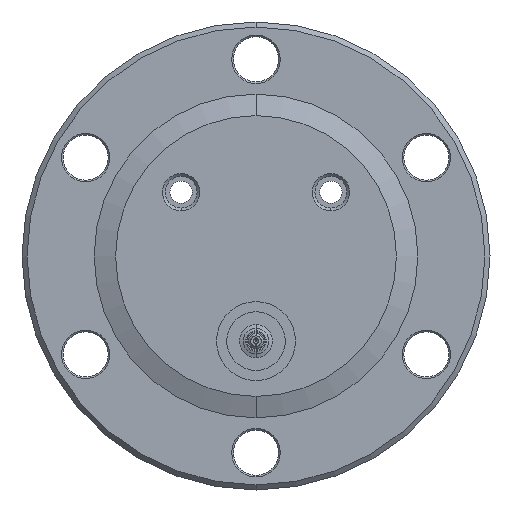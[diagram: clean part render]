
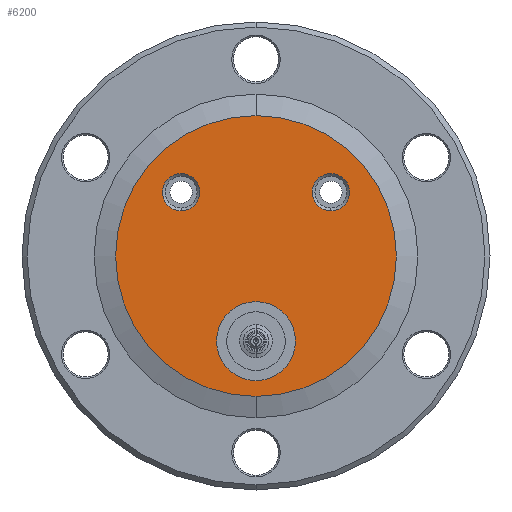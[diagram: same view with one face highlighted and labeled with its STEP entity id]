
A CAD part, front view. The second image highlights one B-rep face of the part: STEP entity #6200.
In plain terms, the highlighted planar face has unit normal (0, -1, 0).
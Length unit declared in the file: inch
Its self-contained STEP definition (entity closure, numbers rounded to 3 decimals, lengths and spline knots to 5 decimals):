
#389 = EDGE_CURVE ( 'NONE', #1682, #1741, #7105, .T. ) ;
#582 = CARTESIAN_POINT ( 'NONE',  ( 0.11214, -0.449, -0.58751 ) ) ;
#583 = DIRECTION ( 'NONE',  ( 0., -1., 0. ) ) ;
#584 = DIRECTION ( 'NONE',  ( 0., 0., 1. ) ) ;
#601 = CARTESIAN_POINT ( 'NONE',  ( -0.32786, -0.449, 0.17799 ) ) ;
#655 = CARTESIAN_POINT ( 'NONE',  ( 0.11214, -0.449, -0.35551 ) ) ;
#928 = EDGE_LOOP ( 'NONE', ( #2839, #2949 ) ) ;
#949 = EDGE_LOOP ( 'NONE', ( #2986, #2903 ) ) ;
#992 = EDGE_LOOP ( 'NONE', ( #3004, #2730 ) ) ;
#1001 = EDGE_LOOP ( 'NONE', ( #2850, #2848 ) ) ;
#1056 = CIRCLE ( 'NONE', #1075, 0.232 ) ;
#1075 = AXIS2_PLACEMENT_3D ( 'NONE', #4375, #4376, #4377 ) ;
#1113 = CIRCLE ( 'NONE', #1121, 0.825 ) ;
#1121 = AXIS2_PLACEMENT_3D ( 'NONE', #5955, #5956, #5957 ) ;
#1343 = AXIS2_PLACEMENT_3D ( 'NONE', #5211, #5212, #5213 ) ;
#1345 = AXIS2_PLACEMENT_3D ( 'NONE', #5208, #5209, #5210 ) ;
#1346 = CIRCLE ( 'NONE', #1343, 0.825 ) ;
#1347 = CIRCLE ( 'NONE', #1345, 0.1095 ) ;
#1628 = VERTEX_POINT ( 'NONE', #601 ) ;
#1682 = VERTEX_POINT ( 'NONE', #655 ) ;
#1709 = VERTEX_POINT ( 'NONE', #4181 ) ;
#1722 = VERTEX_POINT ( 'NONE', #4194 ) ;
#1740 = VERTEX_POINT ( 'NONE', #4212 ) ;
#1741 = VERTEX_POINT ( 'NONE', #4213 ) ;
#1749 = VERTEX_POINT ( 'NONE', #4221 ) ;
#2094 = EDGE_CURVE ( 'NONE', #1741, #1682, #1056, .T. ) ;
#2124 = EDGE_CURVE ( 'NONE', #1709, #1749, #1113, .T. ) ;
#2312 = CARTESIAN_POINT ( 'NONE',  ( -0.32786, -0.449, 0.28749 ) ) ;
#2313 = DIRECTION ( 'NONE',  ( 0., 1., 0. ) ) ;
#2314 = DIRECTION ( 'NONE',  ( 0., 0., -1. ) ) ;
#2523 = FACE_BOUND ( 'NONE', #1001, .T. ) ;
#2526 = DIRECTION ( 'NONE',  ( 0., 1., 0. ) ) ;
#2543 = CARTESIAN_POINT ( 'NONE',  ( -0.15186, -0.449, -0.58751 ) ) ;
#2544 = FACE_BOUND ( 'NONE', #949, .T. ) ;
#2546 = FACE_OUTER_BOUND ( 'NONE', #928, .T. ) ;
#2547 = FACE_BOUND ( 'NONE', #992, .T. ) ;
#2548 = PLANE ( 'NONE',  #4031 ) ;
#2549 = DIRECTION ( 'NONE',  ( 0., 0., -1. ) ) ;
#2692 = CARTESIAN_POINT ( 'NONE',  ( -0.32786, -0.449, 0.28749 ) ) ;
#2693 = DIRECTION ( 'NONE',  ( 0., 1., 0. ) ) ;
#2694 = DIRECTION ( 'NONE',  ( 0., 0., -1. ) ) ;
#2730 = ORIENTED_EDGE ( 'NONE', *, *, #2094, .F. ) ;
#2839 = ORIENTED_EDGE ( 'NONE', *, *, #6347, .F. ) ;
#2848 = ORIENTED_EDGE ( 'NONE', *, *, #6148, .T. ) ;
#2850 = ORIENTED_EDGE ( 'NONE', *, *, #6234, .T. ) ;
#2903 = ORIENTED_EDGE ( 'NONE', *, *, #6346, .T. ) ;
#2949 = ORIENTED_EDGE ( 'NONE', *, *, #2124, .F. ) ;
#2986 = ORIENTED_EDGE ( 'NONE', *, *, #6238, .T. ) ;
#3004 = ORIENTED_EDGE ( 'NONE', *, *, #389, .F. ) ;
#3848 = CARTESIAN_POINT ( 'NONE',  ( -0.32786, -0.449, 0.39699 ) ) ;
#3980 = AXIS2_PLACEMENT_3D ( 'NONE', #4727, #4728, #4729 ) ;
#3982 = CIRCLE ( 'NONE', #3980, 0.1095 ) ;
#3986 = AXIS2_PLACEMENT_3D ( 'NONE', #2692, #2693, #2694 ) ;
#3988 = CIRCLE ( 'NONE', #3986, 0.1095 ) ;
#4031 = AXIS2_PLACEMENT_3D ( 'NONE', #2543, #2526, #2549 ) ;
#4181 = CARTESIAN_POINT ( 'NONE',  ( 0.11214, -0.449, 0.73749 ) ) ;
#4194 = CARTESIAN_POINT ( 'NONE',  ( 0.55214, -0.449, 0.39699 ) ) ;
#4212 = CARTESIAN_POINT ( 'NONE',  ( 0.55214, -0.449, 0.17799 ) ) ;
#4213 = CARTESIAN_POINT ( 'NONE',  ( 0.11214, -0.449, -0.81951 ) ) ;
#4221 = CARTESIAN_POINT ( 'NONE',  ( 0.11214, -0.449, -0.91251 ) ) ;
#4375 = CARTESIAN_POINT ( 'NONE',  ( 0.11214, -0.449, -0.58751 ) ) ;
#4376 = DIRECTION ( 'NONE',  ( 0., -1., 0. ) ) ;
#4377 = DIRECTION ( 'NONE',  ( 0., 0., 1. ) ) ;
#4727 = CARTESIAN_POINT ( 'NONE',  ( 0.55214, -0.449, 0.28749 ) ) ;
#4728 = DIRECTION ( 'NONE',  ( 0., 1., 0. ) ) ;
#4729 = DIRECTION ( 'NONE',  ( 0., 0., -1. ) ) ;
#5208 = CARTESIAN_POINT ( 'NONE',  ( 0.55214, -0.449, 0.28749 ) ) ;
#5209 = DIRECTION ( 'NONE',  ( 0., 1., 0. ) ) ;
#5210 = DIRECTION ( 'NONE',  ( 0., 0., -1. ) ) ;
#5211 = CARTESIAN_POINT ( 'NONE',  ( 0.11214, -0.449, -0.08751 ) ) ;
#5212 = DIRECTION ( 'NONE',  ( 0., 1., 0. ) ) ;
#5213 = DIRECTION ( 'NONE',  ( 0., 0., -1. ) ) ;
#5955 = CARTESIAN_POINT ( 'NONE',  ( 0.11214, -0.449, -0.08751 ) ) ;
#5956 = DIRECTION ( 'NONE',  ( 0., 1., 0. ) ) ;
#5957 = DIRECTION ( 'NONE',  ( 0., 0., -1. ) ) ;
#6148 = EDGE_CURVE ( 'NONE', #1628, #6524, #6412, .T. ) ;
#6200 = ADVANCED_FACE ( 'NONE', ( #2523, #2544, #2546, #2547 ), #2548, .F. ) ;
#6234 = EDGE_CURVE ( 'NONE', #6524, #1628, #3988, .T. ) ;
#6238 = EDGE_CURVE ( 'NONE', #1722, #1740, #3982, .T. ) ;
#6346 = EDGE_CURVE ( 'NONE', #1740, #1722, #1347, .T. ) ;
#6347 = EDGE_CURVE ( 'NONE', #1749, #1709, #1346, .T. ) ;
#6402 = AXIS2_PLACEMENT_3D ( 'NONE', #2312, #2313, #2314 ) ;
#6412 = CIRCLE ( 'NONE', #6402, 0.1095 ) ;
#6524 = VERTEX_POINT ( 'NONE', #3848 ) ;
#6991 = AXIS2_PLACEMENT_3D ( 'NONE', #582, #583, #584 ) ;
#7105 = CIRCLE ( 'NONE', #6991, 0.232 ) ;
